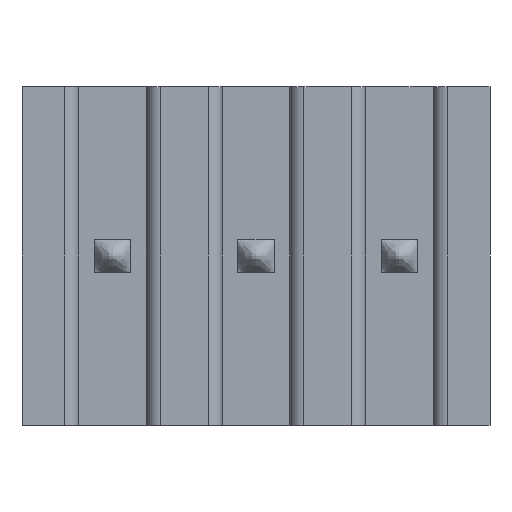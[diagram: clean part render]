
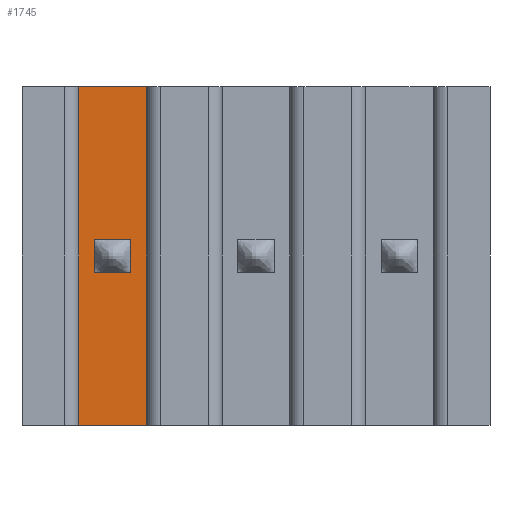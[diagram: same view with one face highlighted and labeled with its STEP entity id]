
A CAD part, front view. The second image highlights one B-rep face of the part: STEP entity #1745.
In plain terms, the highlighted planar face has unit normal (0, -1, 0).
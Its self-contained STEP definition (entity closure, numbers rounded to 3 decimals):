
#100 = CARTESIAN_POINT ( 'NONE',  ( 1.28, 1.3, -3.3 ) ) ;
#103 = LINE ( 'NONE', #2390, #1348 ) ;
#197 = ORIENTED_EDGE ( 'NONE', *, *, #2613, .T. ) ;
#230 = VERTEX_POINT ( 'NONE', #100 ) ;
#236 = LINE ( 'NONE', #757, #2178 ) ;
#264 = EDGE_CURVE ( 'NONE', #720, #230, #2688, .T. ) ;
#503 = CARTESIAN_POINT ( 'NONE',  ( 1.005, 1.3, 0. ) ) ;
#720 = VERTEX_POINT ( 'NONE', #3277 ) ;
#757 = CARTESIAN_POINT ( 'NONE',  ( 1.005, 1.3, -2.7 ) ) ;
#775 = CARTESIAN_POINT ( 'NONE',  ( 2.205, 1.3, -6. ) ) ;
#806 = ORIENTED_EDGE ( 'NONE', *, *, #1707, .T. ) ;
#853 = VERTEX_POINT ( 'NONE', #1837 ) ;
#908 = EDGE_CURVE ( 'NONE', #230, #853, #962, .T. ) ;
#936 = DIRECTION ( 'NONE',  ( -1., 0., 0. ) ) ;
#962 = LINE ( 'NONE', #1089, #2231 ) ;
#1008 = LINE ( 'NONE', #3140, #2035 ) ;
#1023 = CARTESIAN_POINT ( 'NONE',  ( 1.005, 1.3, -3.3 ) ) ;
#1089 = CARTESIAN_POINT ( 'NONE',  ( 1.28, 1.3, -6. ) ) ;
#1148 = CARTESIAN_POINT ( 'NONE',  ( 1.005, 1.3, -6. ) ) ;
#1269 = VECTOR ( 'NONE', #2145, 1000. ) ;
#1270 = EDGE_CURVE ( 'NONE', #2639, #1995, #3247, .T. ) ;
#1305 = VECTOR ( 'NONE', #2832, 1000. ) ;
#1348 = VECTOR ( 'NONE', #2665, 1000. ) ;
#1401 = DIRECTION ( 'NONE',  ( 0., 0., 1. ) ) ;
#1421 = ORIENTED_EDGE ( 'NONE', *, *, #1270, .F. ) ;
#1529 = ORIENTED_EDGE ( 'NONE', *, *, #264, .T. ) ;
#1586 = DIRECTION ( 'NONE',  ( 0., 0., 1. ) ) ;
#1664 = EDGE_CURVE ( 'NONE', #1891, #720, #103, .T. ) ;
#1707 = EDGE_CURVE ( 'NONE', #2639, #1913, #1955, .T. ) ;
#1745 = ADVANCED_FACE ( 'NONE', ( #3018, #2302 ), #1900, .F. ) ;
#1766 = ORIENTED_EDGE ( 'NONE', *, *, #2205, .T. ) ;
#1767 = VECTOR ( 'NONE', #936, 1000. ) ;
#1800 = CARTESIAN_POINT ( 'NONE',  ( 1.93, 1.3, -2.7 ) ) ;
#1837 = CARTESIAN_POINT ( 'NONE',  ( 1.28, 1.3, -2.7 ) ) ;
#1845 = DIRECTION ( 'NONE',  ( 0., 0., 1. ) ) ;
#1891 = VERTEX_POINT ( 'NONE', #1800 ) ;
#1900 = PLANE ( 'NONE',  #2931 ) ;
#1913 = VERTEX_POINT ( 'NONE', #2597 ) ;
#1955 = LINE ( 'NONE', #3176, #1269 ) ;
#1995 = VERTEX_POINT ( 'NONE', #2649 ) ;
#2035 = VECTOR ( 'NONE', #1586, 1000. ) ;
#2145 = DIRECTION ( 'NONE',  ( 0., 0., 1. ) ) ;
#2178 = VECTOR ( 'NONE', #2550, 1000. ) ;
#2205 = EDGE_CURVE ( 'NONE', #1913, #2603, #3037, .T. ) ;
#2231 = VECTOR ( 'NONE', #1845, 1000. ) ;
#2302 = FACE_OUTER_BOUND ( 'NONE', #2802, .T. ) ;
#2390 = CARTESIAN_POINT ( 'NONE',  ( 1.93, 1.3, -6. ) ) ;
#2408 = CARTESIAN_POINT ( 'NONE',  ( 1.005, 1.3, 0. ) ) ;
#2436 = VECTOR ( 'NONE', #2678, 1000. ) ;
#2471 = EDGE_LOOP ( 'NONE', ( #3318, #1529, #3007, #197 ) ) ;
#2550 = DIRECTION ( 'NONE',  ( 1., 0., 0. ) ) ;
#2597 = CARTESIAN_POINT ( 'NONE',  ( 2.205, 1.3, 0. ) ) ;
#2603 = VERTEX_POINT ( 'NONE', #503 ) ;
#2613 = EDGE_CURVE ( 'NONE', #853, #1891, #236, .T. ) ;
#2639 = VERTEX_POINT ( 'NONE', #775 ) ;
#2649 = CARTESIAN_POINT ( 'NONE',  ( 1.005, 1.3, -6. ) ) ;
#2665 = DIRECTION ( 'NONE',  ( 0., 0., -1. ) ) ;
#2678 = DIRECTION ( 'NONE',  ( -1., 0., 0. ) ) ;
#2688 = LINE ( 'NONE', #1023, #1305 ) ;
#2769 = ORIENTED_EDGE ( 'NONE', *, *, #2807, .F. ) ;
#2802 = EDGE_LOOP ( 'NONE', ( #806, #1766, #2769, #1421 ) ) ;
#2807 = EDGE_CURVE ( 'NONE', #1995, #2603, #1008, .T. ) ;
#2832 = DIRECTION ( 'NONE',  ( -1., 0., 0. ) ) ;
#2931 = AXIS2_PLACEMENT_3D ( 'NONE', #1148, #2953, #1401 ) ;
#2953 = DIRECTION ( 'NONE',  ( 0., 1., 0. ) ) ;
#3007 = ORIENTED_EDGE ( 'NONE', *, *, #908, .T. ) ;
#3018 = FACE_BOUND ( 'NONE', #2471, .T. ) ;
#3037 = LINE ( 'NONE', #2408, #2436 ) ;
#3140 = CARTESIAN_POINT ( 'NONE',  ( 1.005, 1.3, -6. ) ) ;
#3176 = CARTESIAN_POINT ( 'NONE',  ( 2.205, 1.3, -6. ) ) ;
#3238 = CARTESIAN_POINT ( 'NONE',  ( 0., 1.3, -6. ) ) ;
#3247 = LINE ( 'NONE', #3238, #1767 ) ;
#3277 = CARTESIAN_POINT ( 'NONE',  ( 1.93, 1.3, -3.3 ) ) ;
#3318 = ORIENTED_EDGE ( 'NONE', *, *, #1664, .T. ) ;
